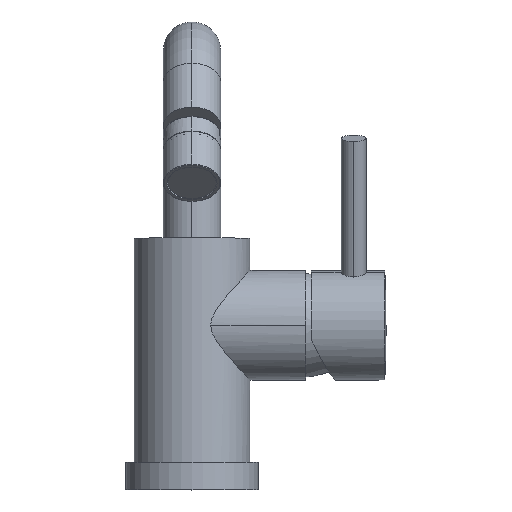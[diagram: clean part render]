
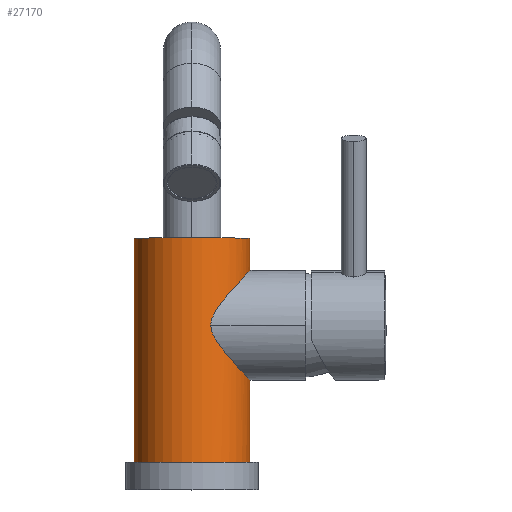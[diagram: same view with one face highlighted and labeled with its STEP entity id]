
A CAD part, top view. The second image highlights one B-rep face of the part: STEP entity #27170.
In plain terms, the highlighted cylindrical face has radius 23.25 mm (diameter 46.5 mm), a partial arc.
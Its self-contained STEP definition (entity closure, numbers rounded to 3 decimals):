
#6923=DIRECTION('',(0.,1.,0.));
#6924=VECTOR('',#6923,35.5);
#6925=CARTESIAN_POINT('',(23.25,0.,0.));
#6926=LINE('',#6925,#6924);
#6960=CARTESIAN_POINT('',(23.25,35.5,0.));
#6966=CARTESIAN_POINT('',(23.25,74.5,0.));
#7001=DIRECTION('',(0.,1.,0.));
#7002=VECTOR('',#7001,15.5);
#7003=CARTESIAN_POINT('',(23.25,74.5,0.));
#7004=LINE('',#7003,#7002);
#7108=CARTESIAN_POINT('',(0.,0.,0.));
#7109=DIRECTION('',(0.,1.,0.));
#7110=DIRECTION('',(-1.,0.,0.));
#7111=AXIS2_PLACEMENT_3D('',#7108,#7109,#7110);
#7113=DIRECTION('',(0.,1.,0.));
#7114=VECTOR('',#7113,90.);
#7115=CARTESIAN_POINT('',(-23.25,0.,0.));
#7116=LINE('',#7115,#7114);
#7117=CARTESIAN_POINT('',(13.25,58.905,19.105));
#7118=CARTESIAN_POINT('',(13.315,59.127,19.06));
#7119=CARTESIAN_POINT('',(13.46,59.582,18.958));
#7120=CARTESIAN_POINT('',(13.72,60.298,18.772));
#7121=CARTESIAN_POINT('',(14.024,61.042,18.546));
#7122=CARTESIAN_POINT('',(14.373,61.815,18.277));
#7123=CARTESIAN_POINT('',(14.769,62.614,17.959));
#7124=CARTESIAN_POINT('',(15.21,63.437,17.588));
#7125=CARTESIAN_POINT('',(15.69,64.275,17.162));
#7126=CARTESIAN_POINT('',(16.201,65.114,16.682));
#7127=CARTESIAN_POINT('',(16.732,65.945,16.149));
#7128=CARTESIAN_POINT('',(17.272,66.753,15.571));
#7129=CARTESIAN_POINT('',(17.811,67.53,14.952));
#7130=CARTESIAN_POINT('',(18.338,68.269,14.301));
#7131=CARTESIAN_POINT('',(18.849,68.965,13.621));
#7132=CARTESIAN_POINT('',(19.336,69.616,12.92));
#7133=CARTESIAN_POINT('',(19.798,70.221,12.201));
#7134=CARTESIAN_POINT('',(20.231,70.78,11.468));
#7135=CARTESIAN_POINT('',(20.635,71.294,10.724));
#7136=CARTESIAN_POINT('',(21.008,71.765,9.972));
#7137=CARTESIAN_POINT('',(21.351,72.193,9.215));
#7138=CARTESIAN_POINT('',(21.665,72.58,8.452));
#7139=CARTESIAN_POINT('',(21.948,72.928,7.686));
#7140=CARTESIAN_POINT('',(22.201,73.237,6.919));
#7141=CARTESIAN_POINT('',(22.427,73.511,6.15));
#7142=CARTESIAN_POINT('',(22.624,73.749,5.38));
#7143=CARTESIAN_POINT('',(22.793,73.952,4.612));
#7144=CARTESIAN_POINT('',(22.935,74.123,3.842));
#7145=CARTESIAN_POINT('',(23.05,74.262,3.072));
#7146=CARTESIAN_POINT('',(23.14,74.369,2.304));
#7147=CARTESIAN_POINT('',(23.203,74.445,1.536));
#7148=CARTESIAN_POINT('',(23.242,74.49,0.767));
#7149=CARTESIAN_POINT('',(23.25,74.5,0.256));
#7150=CARTESIAN_POINT('',(23.25,74.5,0.));
#7152=DIRECTION('',(0.,1.,0.));
#7153=VECTOR('',#7152,7.81);
#7154=CARTESIAN_POINT('',(13.25,51.095,19.105));
#7155=LINE('',#7154,#7153);
#7156=CARTESIAN_POINT('',(23.25,35.5,0.));
#7157=CARTESIAN_POINT('',(23.25,35.5,0.256));
#7158=CARTESIAN_POINT('',(23.242,35.51,0.768));
#7159=CARTESIAN_POINT('',(23.203,35.556,1.538));
#7160=CARTESIAN_POINT('',(23.14,35.632,2.307));
#7161=CARTESIAN_POINT('',(23.05,35.739,3.076));
#7162=CARTESIAN_POINT('',(22.934,35.878,3.847));
#7163=CARTESIAN_POINT('',(22.791,36.049,4.617));
#7164=CARTESIAN_POINT('',(22.622,36.253,5.387));
#7165=CARTESIAN_POINT('',(22.425,36.492,6.157));
#7166=CARTESIAN_POINT('',(22.199,36.766,6.928));
#7167=CARTESIAN_POINT('',(21.945,37.076,7.695));
#7168=CARTESIAN_POINT('',(21.661,37.425,8.462));
#7169=CARTESIAN_POINT('',(21.347,37.813,9.226));
#7170=CARTESIAN_POINT('',(21.003,38.242,9.984));
#7171=CARTESIAN_POINT('',(20.628,38.714,10.737));
#7172=CARTESIAN_POINT('',(20.223,39.23,11.481));
#7173=CARTESIAN_POINT('',(19.789,39.79,12.214));
#7174=CARTESIAN_POINT('',(19.327,40.396,12.933));
#7175=CARTESIAN_POINT('',(18.839,41.048,13.634));
#7176=CARTESIAN_POINT('',(18.329,41.743,14.312));
#7177=CARTESIAN_POINT('',(17.803,42.481,14.962));
#7178=CARTESIAN_POINT('',(17.265,43.258,15.579));
#7179=CARTESIAN_POINT('',(16.726,44.064,16.155));
#7180=CARTESIAN_POINT('',(16.197,44.891,16.685));
#7181=CARTESIAN_POINT('',(15.688,45.73,17.164));
#7182=CARTESIAN_POINT('',(15.208,46.565,17.589));
#7183=CARTESIAN_POINT('',(14.77,47.384,17.959));
#7184=CARTESIAN_POINT('',(14.374,48.183,18.276));
#7185=CARTESIAN_POINT('',(14.024,48.957,18.546));
#7186=CARTESIAN_POINT('',(13.719,49.704,18.772));
#7187=CARTESIAN_POINT('',(13.459,50.42,18.959));
#7188=CARTESIAN_POINT('',(13.315,50.874,19.06));
#7189=CARTESIAN_POINT('',(13.25,51.095,19.105));
#8098=CARTESIAN_POINT('',(0.,90.,0.));
#8099=DIRECTION('',(0.,1.,0.));
#8100=DIRECTION('',(-1.,0.,0.));
#8101=AXIS2_PLACEMENT_3D('',#8098,#8099,#8100);
#15720=CARTESIAN_POINT('',(23.25,90.,0.));
#15721=CARTESIAN_POINT('',(-23.25,90.,0.));
#15722=VERTEX_POINT('',#15720);
#15723=VERTEX_POINT('',#15721);
#15728=VERTEX_POINT('',#6966);
#15729=VERTEX_POINT('',#6960);
#15730=CARTESIAN_POINT('',(13.25,51.095,19.105));
#15731=CARTESIAN_POINT('',(13.25,58.905,19.105));
#15732=VERTEX_POINT('',#15730);
#15733=VERTEX_POINT('',#15731);
#18902=CARTESIAN_POINT('',(23.25,0.,0.));
#18903=CARTESIAN_POINT('',(-23.25,0.,0.));
#18904=VERTEX_POINT('',#18902);
#18905=VERTEX_POINT('',#18903);
#27151=CARTESIAN_POINT('',(0.,0.,0.));
#27152=DIRECTION('',(0.,1.,0.));
#27153=DIRECTION('',(1.,0.,0.));
#27154=AXIS2_PLACEMENT_3D('',#27151,#27152,#27153);
#27155=CYLINDRICAL_SURFACE('',#27154,23.25);
#27157=ORIENTED_EDGE('',*,*,#27156,.F.);
#27158=ORIENTED_EDGE('',*,*,#27131,.T.);
#27160=ORIENTED_EDGE('',*,*,#27159,.T.);
#27161=ORIENTED_EDGE('',*,*,#27127,.F.);
#27163=ORIENTED_EDGE('',*,*,#27162,.F.);
#27164=ORIENTED_EDGE('',*,*,#27084,.F.);
#27166=ORIENTED_EDGE('',*,*,#27165,.F.);
#27167=ORIENTED_EDGE('',*,*,#27120,.F.);
#27168=EDGE_LOOP('',(#27157,#27158,#27160,#27161,#27163,#27164,#27166,#27167));
#27169=FACE_OUTER_BOUND('',#27168,.F.);
#27170=ADVANCED_FACE('',(#27169),#27155,.T.);
#7112=CIRCLE('',#7111,23.25);
#7151=B_SPLINE_CURVE_WITH_KNOTS('',3,(#7117,#7118,#7119,#7120,#7121,#7122,#7123,
#7124,#7125,#7126,#7127,#7128,#7129,#7130,#7131,#7132,#7133,#7134,#7135,#7136,
#7137,#7138,#7139,#7140,#7141,#7142,#7143,#7144,#7145,#7146,#7147,#7148,#7149,
#7150),.UNSPECIFIED.,.F.,.F.,(4,1,1,1,1,1,1,1,1,1,1,1,1,1,1,1,1,1,1,1,1,1,1,1,1,
1,1,1,1,1,1,4),(0.,0.032,0.065,0.097,
0.129,0.161,0.194,0.226,
0.258,0.29,0.323,0.355,
0.387,0.419,0.452,0.484,
0.516,0.548,0.581,0.613,
0.645,0.677,0.71,0.742,
0.774,0.806,0.839,0.871,
0.903,0.935,0.968,1.),.UNSPECIFIED.);
#7190=B_SPLINE_CURVE_WITH_KNOTS('',3,(#7156,#7157,#7158,#7159,#7160,#7161,#7162,
#7163,#7164,#7165,#7166,#7167,#7168,#7169,#7170,#7171,#7172,#7173,#7174,#7175,
#7176,#7177,#7178,#7179,#7180,#7181,#7182,#7183,#7184,#7185,#7186,#7187,#7188,
#7189),.UNSPECIFIED.,.F.,.F.,(4,1,1,1,1,1,1,1,1,1,1,1,1,1,1,1,1,1,1,1,1,1,1,1,1,
1,1,1,1,1,1,4),(0.,0.032,0.065,0.097,
0.129,0.161,0.194,0.226,
0.258,0.29,0.323,0.355,
0.387,0.419,0.452,0.484,
0.516,0.548,0.581,0.613,
0.645,0.677,0.71,0.742,
0.774,0.806,0.839,0.871,
0.903,0.935,0.968,1.),.UNSPECIFIED.);
#8102=CIRCLE('',#8101,23.25);
#27084=EDGE_CURVE('',#15732,#15733,#7155,.T.);
#27120=EDGE_CURVE('',#18904,#15729,#6926,.T.);
#27127=EDGE_CURVE('',#15728,#15722,#7004,.T.);
#27131=EDGE_CURVE('',#18905,#15723,#7116,.T.);
#27156=EDGE_CURVE('',#18905,#18904,#7112,.T.);
#27159=EDGE_CURVE('',#15723,#15722,#8102,.T.);
#27162=EDGE_CURVE('',#15733,#15728,#7151,.T.);
#27165=EDGE_CURVE('',#15729,#15732,#7190,.T.);
